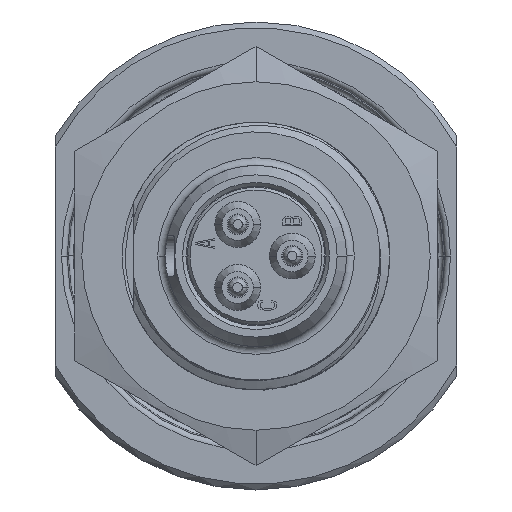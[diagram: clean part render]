
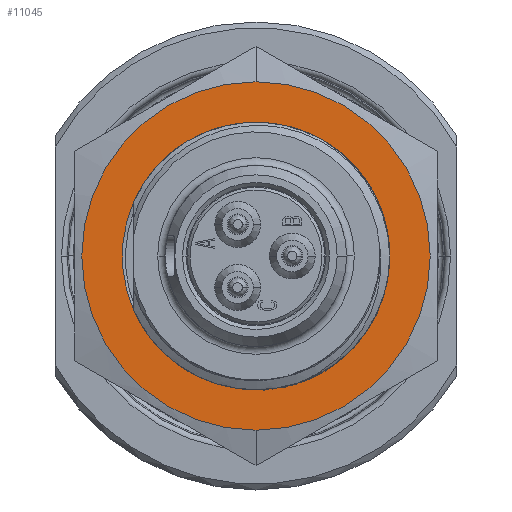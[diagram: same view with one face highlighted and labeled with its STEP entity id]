
A CAD part, left-side view. The second image highlights one B-rep face of the part: STEP entity #11045.
In plain terms, the highlighted planar face has unit normal (-1, 0, 0).
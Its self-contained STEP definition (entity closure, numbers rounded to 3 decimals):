
#2125=CARTESIAN_POINT('',(14.4,0.,0.));
#2126=DIRECTION('',(1.,0.,0.));
#2127=DIRECTION('',(0.,0.914,-0.405));
#2128=AXIS2_PLACEMENT_3D('',#2125,#2126,#2127);
#2159=CARTESIAN_POINT('',(14.4,0.,0.));
#2160=DIRECTION('',(1.,0.,0.));
#2161=DIRECTION('',(0.,-0.07,-0.998));
#2162=AXIS2_PLACEMENT_3D('',#2159,#2160,#2161);
#2164=CARTESIAN_POINT('',(14.4,0.,0.));
#2165=DIRECTION('',(-1.,0.,0.));
#2166=DIRECTION('',(0.,0.,1.));
#2167=AXIS2_PLACEMENT_3D('',#2164,#2165,#2166);
#2169=CARTESIAN_POINT('',(14.4,0.,0.));
#2170=DIRECTION('',(-1.,0.,0.));
#2171=DIRECTION('',(0.,0.,-1.));
#2172=AXIS2_PLACEMENT_3D('',#2169,#2170,#2171);
#2174=CARTESIAN_POINT('',(14.4,-6.706,-2.009));
#2175=CARTESIAN_POINT('',(14.4,-6.648,-2.214));
#2176=CARTESIAN_POINT('',(14.4,-6.514,-2.619));
#2177=CARTESIAN_POINT('',(14.4,-6.251,-3.215));
#2178=CARTESIAN_POINT('',(14.4,-5.93,-3.786));
#2179=CARTESIAN_POINT('',(14.4,-5.554,-4.326));
#2180=CARTESIAN_POINT('',(14.4,-5.127,-4.828));
#2181=CARTESIAN_POINT('',(14.4,-4.654,-5.288));
#2182=CARTESIAN_POINT('',(14.4,-4.138,-5.7));
#2183=CARTESIAN_POINT('',(14.4,-3.585,-6.061));
#2184=CARTESIAN_POINT('',(14.4,-3.002,-6.368));
#2185=CARTESIAN_POINT('',(14.4,-2.393,-6.616));
#2186=CARTESIAN_POINT('',(14.4,-1.765,-6.804));
#2187=CARTESIAN_POINT('',(14.4,-1.126,-6.93));
#2188=CARTESIAN_POINT('',(14.4,-0.701,-6.972));
#2189=CARTESIAN_POINT('',(14.4,-0.489,-6.983));
#3176=CARTESIAN_POINT('',(14.4,0.,0.));
#3177=DIRECTION('',(1.,0.,0.));
#3178=DIRECTION('',(0.,0.809,-0.588));
#3179=AXIS2_PLACEMENT_3D('',#3176,#3177,#3178);
#6294=CARTESIAN_POINT('',(14.4,0.,0.));
#6295=DIRECTION('',(1.,0.,0.));
#6296=DIRECTION('',(0.,0.809,0.588));
#6297=AXIS2_PLACEMENT_3D('',#6294,#6295,#6296);
#6499=CARTESIAN_POINT('',(14.4,0.,0.));
#6500=DIRECTION('',(1.,0.,0.));
#6501=DIRECTION('',(0.,0.914,0.405));
#6502=AXIS2_PLACEMENT_3D('',#6499,#6500,#6501);
#8214=CARTESIAN_POINT('',(14.4,0.,9.12));
#8216=VERTEX_POINT('',#8214);
#8218=CARTESIAN_POINT('',(14.4,0.,-9.12));
#8220=VERTEX_POINT('',#8218);
#8228=VERTEX_POINT('',#2174);
#8229=VERTEX_POINT('',#2189);
#8233=CARTESIAN_POINT('',(14.4,6.4,2.835));
#8234=CARTESIAN_POINT('',(14.4,5.663,4.115));
#8235=VERTEX_POINT('',#8233);
#8236=VERTEX_POINT('',#8234);
#8237=CARTESIAN_POINT('',(14.4,5.663,-4.114));
#8238=CARTESIAN_POINT('',(14.4,6.4,-2.835));
#8239=VERTEX_POINT('',#8237);
#8240=VERTEX_POINT('',#8238);
#11022=CARTESIAN_POINT('',(14.4,0.,0.));
#11023=DIRECTION('',(1.,0.,0.));
#11024=DIRECTION('',(0.,1.,0.));
#11025=AXIS2_PLACEMENT_3D('',#11022,#11023,#11024);
#11026=PLANE('338',#11025);
#11028=ORIENTED_EDGE('1103',*,*,#11027,.F.);
#11030=ORIENTED_EDGE('1104',*,*,#11029,.F.);
#11031=EDGE_LOOP('338',(#11028,#11030));
#11032=FACE_OUTER_BOUND('338',#11031,.F.);
#11033=ORIENTED_EDGE('1202',*,*,#11010,.F.);
#11035=ORIENTED_EDGE('1128',*,*,#11034,.F.);
#11036=ORIENTED_EDGE('1201',*,*,#11017,.F.);
#11038=ORIENTED_EDGE('1119',*,*,#11037,.F.);
#11040=ORIENTED_EDGE('1213',*,*,#11039,.F.);
#11042=ORIENTED_EDGE('1127',*,*,#11041,.F.);
#11043=EDGE_LOOP('338',(#11033,#11035,#11036,#11038,#11040,#11042));
#11044=FACE_BOUND('338',#11043,.F.);
#2129=CIRCLE('1202',#2128,7.);
#2163=CIRCLE('1201',#2162,7.);
#2168=CIRCLE('1103',#2167,9.12);
#2173=CIRCLE('1104',#2172,9.12);
#2190=B_SPLINE_CURVE_WITH_KNOTS('1119',3,(#2174,#2175,#2176,#2177,#2178,#2179,
#2180,#2181,#2182,#2183,#2184,#2185,#2186,#2187,#2188,#2189),.UNSPECIFIED.,.F.,
.F.,(4,1,1,1,1,1,1,1,1,1,1,1,1,4),(0.,0.077,0.154,
0.231,0.308,0.385,0.462,
0.538,0.615,0.692,0.769,
0.846,0.923,1.),.UNSPECIFIED.);
#3180=CIRCLE('1128',#3179,7.);
#6298=CIRCLE('1213',#6297,7.);
#6503=CIRCLE('1127',#6502,7.);
#11010=EDGE_CURVE('1202',#8240,#8235,#2129,.T.);
#11017=EDGE_CURVE('1201',#8229,#8239,#2163,.T.);
#11027=EDGE_CURVE('1103',#8216,#8220,#2168,.T.);
#11029=EDGE_CURVE('1104',#8220,#8216,#2173,.T.);
#11034=EDGE_CURVE('1128',#8239,#8240,#3180,.T.);
#11037=EDGE_CURVE('1119',#8228,#8229,#2190,.T.);
#11039=EDGE_CURVE('1213',#8236,#8228,#6298,.T.);
#11041=EDGE_CURVE('1127',#8235,#8236,#6503,.T.);
#11045=ADVANCED_FACE('338',(#11032,#11044),#11026,.F.);
